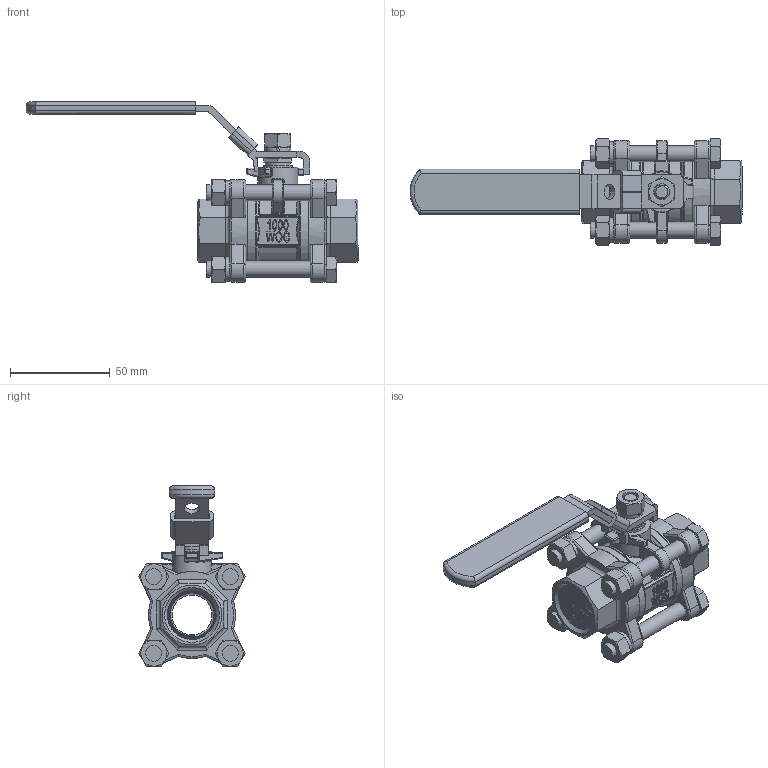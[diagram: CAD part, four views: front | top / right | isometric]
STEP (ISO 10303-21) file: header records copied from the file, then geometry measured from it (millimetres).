
FILE_DESCRIPTION(('STEP AP214'),'1');
FILE_NAME('3-4.stp','2020-08-04T06:16:34',(' '),(' '),'Spatial InterOp 3D',' ',' ');
FILE_SCHEMA(('AUTOMOTIVE_DESIGN { 1 0 10303 214 1 1 1 1 }'));
Length unit declared in the file: millimetre
Products named in the file (22): 3PC_____ 3/4; 阀体; 螺栓 ： 六角头 - M8.0 x 60.0; 弹簧垫圈; 螺母 ： 标准 - M8.0 x 6.8; 阀盖; 阀杆; 格兰; 加锁手柄; 手柄套
Assembly tree (21 placements, depth 2):
  3PC_____ 3/4
    阀体
    螺栓 ： 六角头 - M8.0 x 60.0
    弹簧垫圈
    螺母 ： 标准 - M8.0 x 6.8
    阀盖
    阀杆
    格兰
    螺母 ： 标准 - M8.0 x 6.8
    弹簧垫圈
    阀盖
    螺母 ： 标准 - M8.0 x 6.8
    弹簧垫圈
    螺栓 ： 六角头 - M8.0 x 60.0
    螺母 ： 标准 - M8.0 x 6.8
    弹簧垫圈
    螺栓 ： 六角头 - M8.0 x 60.0
    螺母 ： 标准 - M8.0 x 6.8
    弹簧垫圈
    螺栓 ： 六角头 - M8.0 x 60.0
    加锁手柄
    手柄套
Bounding box: 166.09 x 53.19 x 90.19 mm (x, y, z)
Volume: 94725.3 mm3; surface area: 61161.1 mm2
Topology: 35 solids, 35 shells, 1312 faces, 3373 edges, 2124 vertices
Faces by surface type: plane 869, cylinder 200, cone 107, bspline 64, torus 44, sphere 28
Full cylindrical faces by diameter (mm): 7.5 x1, 8 x9, 8.2 x8, 8.3 x2, 8.68 x1, 9.5 x1, 10 x2, 12.5 x1, 12.776 x1, 12.88 x1, 13 x1, 14 x1, 14.288 x1, 20 x3, 33.5 x1, 34 x2, 37.1 x2, 43.5 x4
Entity records: 66708 total; most frequent: CARTESIAN_POINT 25019, ORIENTED_EDGE 6546, DIRECTION 6034, EDGE_CURVE 3273, LINE 2314, VECTOR 2314, VERTEX_POINT 2106, AXIS2_PLACEMENT_3D 1860
